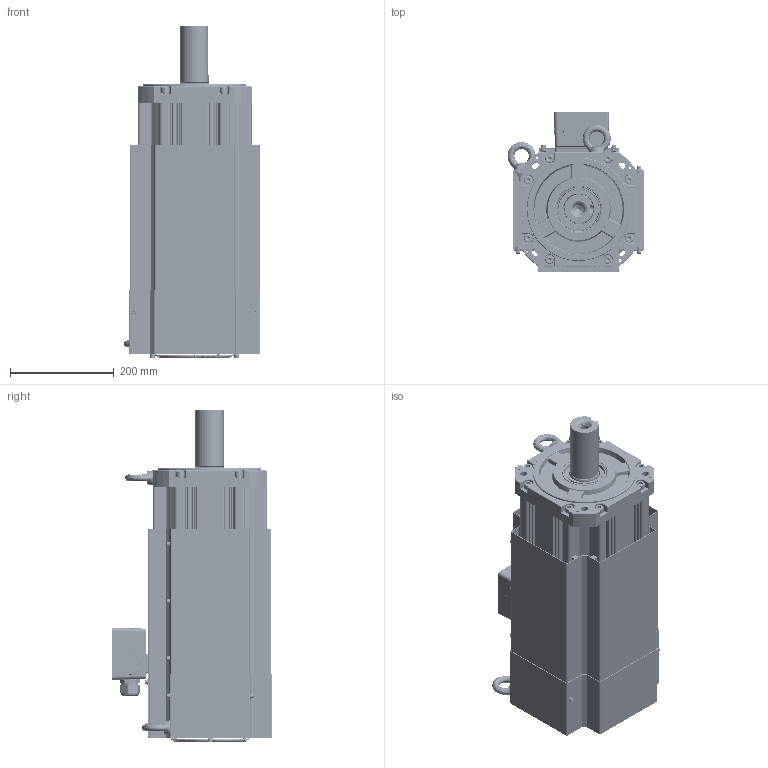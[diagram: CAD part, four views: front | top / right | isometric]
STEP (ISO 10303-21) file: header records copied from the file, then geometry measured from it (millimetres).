
FILE_DESCRIPTION( ('This file contains a STEP AP42 implementation' ,'as created by ZW3D STEP Interface translator.') ,'2;1' );
FILE_NAME( 'SV-X6MM15KA-N4LA-F（6312前轴承）实体.stp' ,'23 918.164623', (''), ('ZWCAD Software Co.'), 'Version 1.0', 'ZW3D to STEP translator', '' );
FILE_SCHEMA(('AUTOMOTIVE_DESIGN { 1 0 10303 214 1 1 1 1 }'));
Length unit declared in the file: millimetre
Products named in the file (2): 0; SV-X6MM15KA-N4LA-F（6312前轴承）实体
Bounding box: 264.07 x 309.6 x 640.8 mm (x, y, z)
Volume: 18375237.4 mm3; surface area: 1628418.2 mm2
Topology: 1 solids, 1 shells, 4765 faces, 11589 edges, 6882 vertices
Faces by surface type: plane 1498, cylinder 1392, cone 1204, bspline 406, torus 264, sphere 1
Full cylindrical faces by diameter (mm): 20.4 x1, 38 x1
Entity records: 199126 total; most frequent: CARTESIAN_POINT 85058, ORIENTED_EDGE 22930, DIRECTION 22926, EDGE_CURVE 11457, AXIS2_PLACEMENT_3D 8734, VERTEX_POINT 6882, VECTOR 5458, LINE 5458
